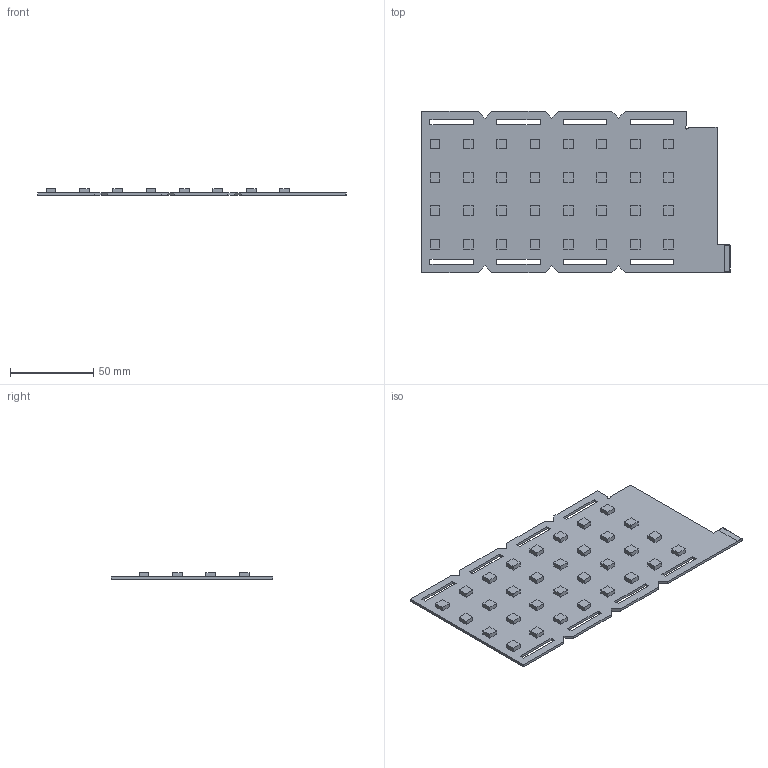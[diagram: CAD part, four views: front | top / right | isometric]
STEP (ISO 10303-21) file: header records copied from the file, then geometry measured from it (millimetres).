
FILE_DESCRIPTION(/* description */ (''),/* implementation_level */ '2;1');
FILE_NAME(/* name */ 'b55224db-22de-487a-b294-b1b9f5b70cdf.stp',/* time_stamp */ '2021-06-11T13:21:00+00:00',/* author */ (''),/* organization */ (''),/* preprocessor_version */ 'ST-DEVELOPER v18.1',/* originating_system */ 'Autodesk Translation Framework v10.9.0.1377',/* authorisation */ '');
FILE_SCHEMA (('AUTOMOTIVE_DESIGN { 1 0 10303 214 3 1 1 }'));
Length unit declared in the file: millimetre
Products named in the file (5): b55224db-22de-487a-b294-b1b9f5b70cdf; PCB Component; Board; FLEX32PIN; MOUNT-PAD-ROUND3.2
Assembly tree (35 placements, depth 3):
  b55224db-22de-487a-b294-b1b9f5b70cdf
    PCB Component
      Board
      FLEX32PIN
      MOUNT-PAD-ROUND3.2  x32
Bounding box: 185 x 96.5 x 4.16 mm (x, y, z)
Volume: 28051 mm3; surface area: 38513.6 mm2
Topology: 34 solids, 34 shells, 293 faces, 675 edges, 450 vertices
Faces by surface type: plane 258, cylinder 35
Full cylindrical faces by diameter (mm): 3.2 x32
Entity records: 4065 total; most frequent: DIRECTION 667, CARTESIAN_POINT 652, ORIENTED_EDGE 606, EDGE_CURVE 303, LINE 233, VECTOR 233, AXIS2_PLACEMENT_3D 217, VERTEX_POINT 202
